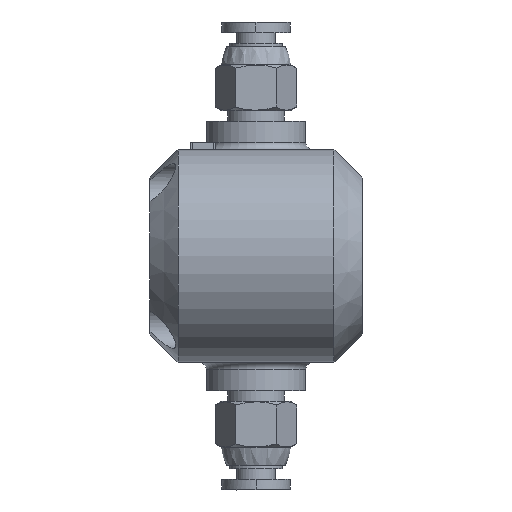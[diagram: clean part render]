
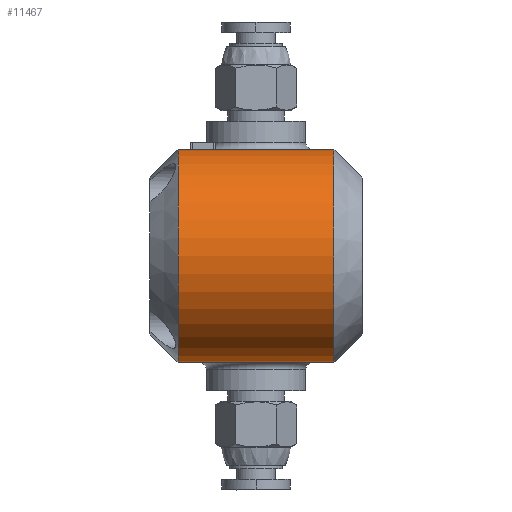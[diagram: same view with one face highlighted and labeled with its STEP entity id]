
A CAD part, left-side view. The second image highlights one B-rep face of the part: STEP entity #11467.
In plain terms, the highlighted cylindrical face has radius 15 mm (diameter 30 mm), a partial arc.
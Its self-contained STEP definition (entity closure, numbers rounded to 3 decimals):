
#1370=CIRCLE('',#11964,15.);
#1386=CIRCLE('',#12012,15.);
#2014=FACE_OUTER_BOUND('',#2702,.T.);
#2702=EDGE_LOOP('',(#10667,#10668,#10669,#10670));
#3580=LINE('',#29221,#4443);
#3586=LINE('',#29251,#4449);
#4443=VECTOR('',#13867,10.);
#4449=VECTOR('',#13901,10.);
#5403=VERTEX_POINT('',#23532);
#5413=VERTEX_POINT('',#23556);
#5573=VERTEX_POINT('',#29220);
#5582=VERTEX_POINT('',#29248);
#7217=EDGE_CURVE('',#5413,#5403,#1370,.T.);
#7262=EDGE_CURVE('',#5573,#5403,#3580,.T.);
#7277=EDGE_CURVE('',#5582,#5413,#3586,.T.);
#7282=EDGE_CURVE('',#5573,#5582,#1386,.T.);
#10667=ORIENTED_EDGE('',*,*,#7282,.F.);
#10668=ORIENTED_EDGE('',*,*,#7262,.T.);
#10669=ORIENTED_EDGE('',*,*,#7217,.F.);
#10670=ORIENTED_EDGE('',*,*,#7277,.F.);
#10840=CYLINDRICAL_SURFACE('',#12016,15.);
#11467=ADVANCED_FACE('',(#2014),#10840,.T.);
#11964=AXIS2_PLACEMENT_3D('',#29125,#13771,#13772);
#12012=AXIS2_PLACEMENT_3D('',#29287,#13915,#13916);
#12016=AXIS2_PLACEMENT_3D('',#29293,#13925,#13926);
#13771=DIRECTION('center_axis',(0.,1.,0.));
#13772=DIRECTION('ref_axis',(-1.,0.,0.));
#13867=DIRECTION('',(0.,1.,0.));
#13901=DIRECTION('',(0.,1.,0.));
#13915=DIRECTION('center_axis',(0.,-1.,0.));
#13916=DIRECTION('ref_axis',(-1.,0.,0.));
#13925=DIRECTION('center_axis',(0.,1.,0.));
#13926=DIRECTION('ref_axis',(-1.,0.,0.));
#23532=CARTESIAN_POINT('',(-22.5,26.,15.));
#23556=CARTESIAN_POINT('',(-22.5,26.,-15.));
#29125=CARTESIAN_POINT('Origin',(-22.5,26.,0.));
#29220=CARTESIAN_POINT('',(-22.5,4.,15.));
#29221=CARTESIAN_POINT('',(-22.5,0.,15.));
#29248=CARTESIAN_POINT('',(-22.5,4.,-15.));
#29251=CARTESIAN_POINT('',(-22.5,0.,-15.));
#29287=CARTESIAN_POINT('Origin',(-22.5,4.,0.));
#29293=CARTESIAN_POINT('Origin',(-22.5,0.,0.));
